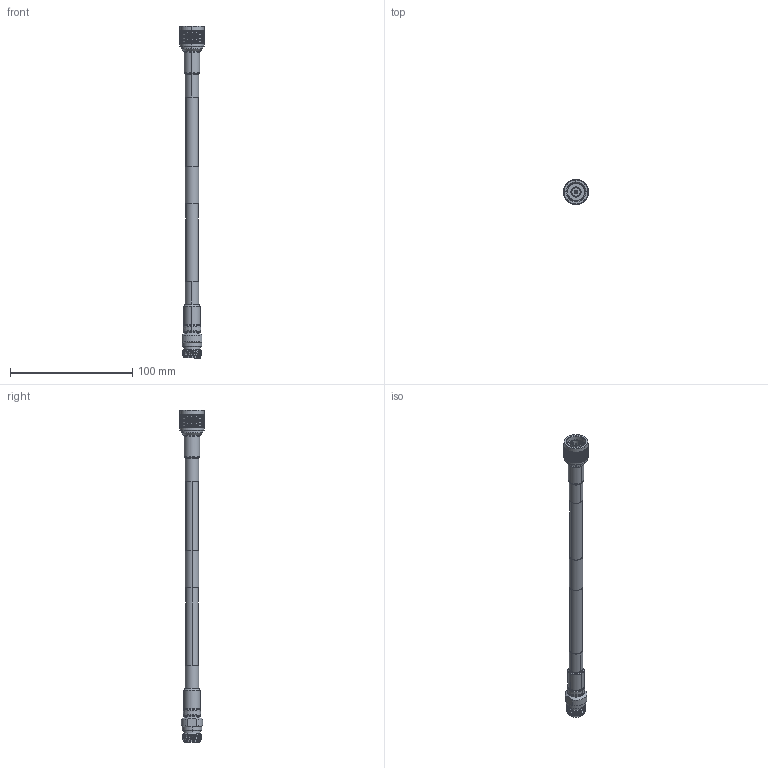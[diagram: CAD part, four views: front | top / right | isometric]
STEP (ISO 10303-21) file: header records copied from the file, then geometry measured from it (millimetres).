
FILE_DESCRIPTION (( 'STEP AP214' ), '1' );
FILE_NAME ('FMC00837_3D.step', '2023-02-10T01:07:10', ( '' ), ( '' ), 'SwSTEP 2.0', 'SolidWorks 2022', '' );
FILE_SCHEMA (( 'AUTOMOTIVE_DESIGN' ));
Length unit declared in the file: inch
Products named in the file (5): FMC00837_3D; Part3^FMC00837; Copy of TC-400-NF-X^FMC00837; Copy of PE4550 ¦ SC9116^FMC00837; Copy of LMR-400-UF^FMC00837_WITH LABEL
Assembly tree (4 placements, depth 2):
  FMC00837_3D
    Copy of PE4550 ¦ SC9116^FMC00837
    Copy of TC-400-NF-X^FMC00837
    Copy of LMR-400-UF^FMC00837_WITH LABEL
    Part3^FMC00837
Bounding box: 20.32 x 20.32 x 271.75 mm (x, y, z)
Volume: 28788.4 mm3; surface area: 21837.2 mm2
Topology: 7 solids, 7 shells, 2902 faces, 6103 edges, 3234 vertices
Faces by surface type: bspline 2168, cylinder 587, cone 78, plane 59, torus 10
Entity records: 109902 total; most frequent: CARTESIAN_POINT 71486, ORIENTED_EDGE 12206, EDGE_CURVE 6103, VERTEX_POINT 3234, EDGE_LOOP 2929, ADVANCED_FACE 2902, FACE_OUTER_BOUND 2902, B_SPLINE_CURVE_WITH_KNOTS 2562
